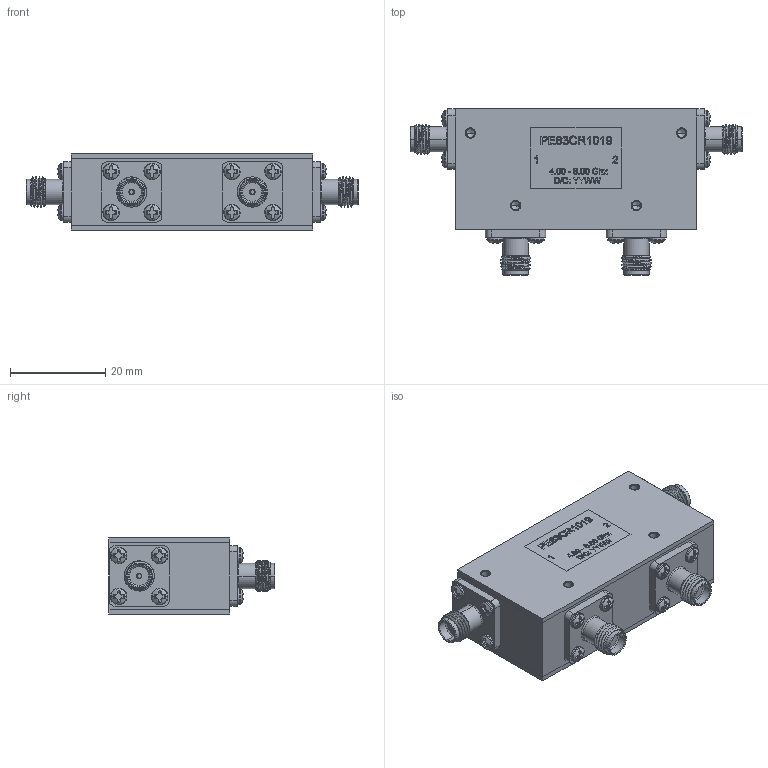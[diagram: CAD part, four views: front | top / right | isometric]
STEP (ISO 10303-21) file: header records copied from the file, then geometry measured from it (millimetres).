
FILE_DESCRIPTION (( 'STEP AP203' ), '1' );
FILE_NAME ('PE83CR1019 ¦ FMCR1019.step', '2019-09-10T14:23:11', ( '' ), ( '' ), 'SwSTEP 2.0', 'SolidWorks 2018', '' );
FILE_SCHEMA (( 'CONFIG_CONTROL_DESIGN' ));
Products named in the file (1): PE83CR1019 ｦ FMCR1019
Bounding box: 69.85 x 34.92 x 16 mm (x, y, z)
Volume: 22261.2 mm3; surface area: 8430.4 mm2
Topology: 5 solids, 5 shells, 1414 faces, 3716 edges, 2436 vertices
Faces by surface type: plane 601, cylinder 336, bspline 317, cone 152, torus 8
Entity records: 78461 total; most frequent: CARTESIAN_POINT 46948, ORIENTED_EDGE 7400, DIRECTION 5274, EDGE_CURVE 3700, VERTEX_POINT 2436, AXIS2_PLACEMENT_3D 1818, LINE 1638, VECTOR 1638
